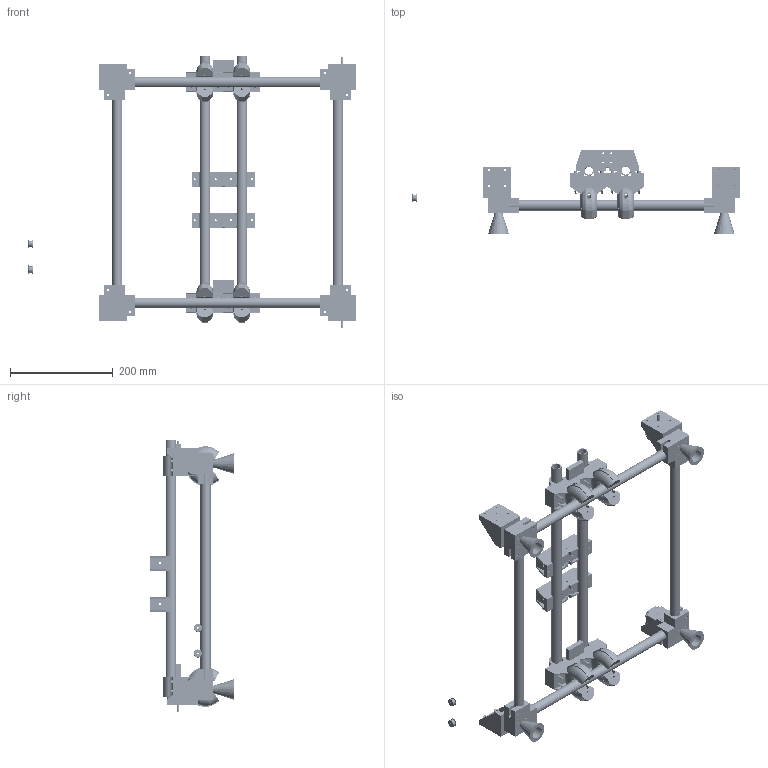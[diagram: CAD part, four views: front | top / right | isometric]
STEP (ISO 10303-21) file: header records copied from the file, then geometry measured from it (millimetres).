
FILE_DESCRIPTION(/* description */ (''),/* implementation_level */ '2;1');
FILE_NAME(/* name */ 'x-frame assm v19.step',/* time_stamp */ '2018-10-04T23:41:07+02:00',/* author */ ('Wisetorsk'),/* organization */ (''),/* preprocessor_version */ 'ST-DEVELOPER v17.2',/* originating_system */ 'Autodesk Translation Framework v7.6.0.251',/* authorisation */ '');
FILE_SCHEMA (('AUTOMOTIVE_DESIGN { 1 0 10303 214 3 1 1 }'));
Length unit declared in the file: millimetre
Products named in the file (23): x-frame assm; Corner x-frame clamp; Tubing; yframe 1 side; Foot; yframe 1 side_1; Y bracket; x frame roller; Y frame joiner; 5972K91; 91290A174; 92855A435; Tubing500mm  v2; X stepper mount Left and Right v6; X stepper mount Left and Right v6_1; Component2; Component3; Nema17; Idler backing mouint; GT2 Idler 3mm shaft; Y carriage Top; Y carriage Top_1; Component1
Assembly tree (68 placements, depth 3):
  x-frame assm
    Corner x-frame clamp  x8
    Tubing  x4
    yframe 1 side
      Y bracket  x2
      x frame roller  x2
      Y frame joiner
      92855A435  x2
      91290A174  x8
      5972K91
    Foot  x4
    yframe 1 side_1
      Y bracket  x2
      x frame roller  x2
      Y frame joiner
      92855A435  x2
      91290A174  x8
      5972K91
    Tubing500mm  v2  x2
    Nema17  x2
    X stepper mount Left and Right v6
      Component2
      Component3
    X stepper mount Left and Right v6_1
      Component2
      Component3
    Idler backing mouint  x2
    GT2 Idler 3mm shaft  x2
    Y carriage Top
      Component1
    Y carriage Top_1
      Component1
Bounding box: 638 x 162.75 x 529.84 mm (x, y, z)
Volume: 1811479.2 mm3; surface area: 778194.4 mm2
Topology: 60 solids, 60 shells, 4274 faces, 11906 edges, 7882 vertices
Faces by surface type: cylinder 2436, plane 1522, cone 196, bspline 72, torus 32, sphere 16
Full cylindrical faces by diameter (mm): 0.965 x8, 3 x54, 3.091 x880, 4 x1110, 4.991 x4, 5.499 x8, 5.9 x2, 6 x4, 7 x16, 8 x16, 9.144 x2, 12 x2, 15.9 x4, 16 x6, 20 x6, 21.5 x2, 21.996 x2, 22 x4, 25 x4, 26.924 x2
Entity records: 51358 total; most frequent: CARTESIAN_POINT 23775, ORIENTED_EDGE 5744, DIRECTION 5296, EDGE_CURVE 2872, VERTEX_POINT 1897, LINE 1778, VECTOR 1778, AXIS2_PLACEMENT_3D 1759
